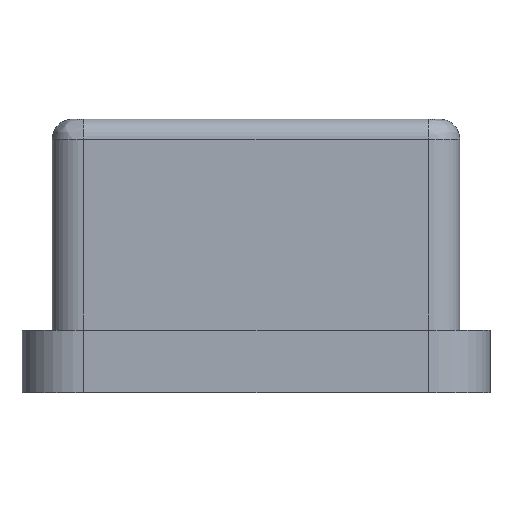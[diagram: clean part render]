
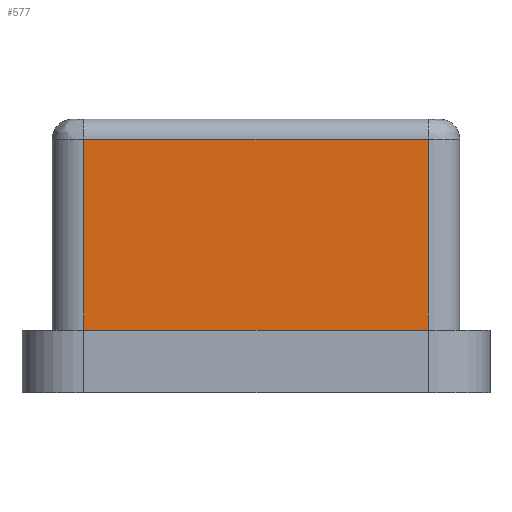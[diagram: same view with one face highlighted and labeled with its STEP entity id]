
A CAD part, front view. The second image highlights one B-rep face of the part: STEP entity #577.
In plain terms, the highlighted planar face has unit normal (0, -1, 0).
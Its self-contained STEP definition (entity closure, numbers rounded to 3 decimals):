
#81=FACE_OUTER_BOUND('',#116,.T.);
#116=EDGE_LOOP('',(#406,#407,#408,#409));
#160=LINE('',#922,#206);
#161=LINE('',#926,#207);
#162=LINE('',#928,#208);
#163=LINE('',#929,#209);
#206=VECTOR('',#732,4.826);
#207=VECTOR('',#737,8.725);
#208=VECTOR('',#738,4.826);
#209=VECTOR('',#739,8.725);
#254=VERTEX_POINT('',#919);
#255=VERTEX_POINT('',#921);
#256=VERTEX_POINT('',#925);
#257=VERTEX_POINT('',#927);
#314=EDGE_CURVE('',#255,#254,#160,.T.);
#316=EDGE_CURVE('',#254,#256,#161,.F.);
#317=EDGE_CURVE('',#257,#256,#162,.T.);
#318=EDGE_CURVE('',#257,#255,#163,.T.);
#406=ORIENTED_EDGE('',*,*,#314,.T.);
#407=ORIENTED_EDGE('',*,*,#316,.T.);
#408=ORIENTED_EDGE('',*,*,#317,.F.);
#409=ORIENTED_EDGE('',*,*,#318,.T.);
#554=PLANE('',#634);
#577=ADVANCED_FACE('',(#81),#554,.T.);
#634=AXIS2_PLACEMENT_3D('',#924,#735,#736);
#732=DIRECTION('',(0.,0.,1.));
#735=DIRECTION('center_axis',(0.,-1.,0.));
#736=DIRECTION('ref_axis',(0.,0.,-1.));
#737=DIRECTION('',(1.,0.,0.));
#738=DIRECTION('',(0.,0.,1.));
#739=DIRECTION('',(1.,0.,0.));
#919=CARTESIAN_POINT('',(4.362,-5.156,-0.508));
#921=CARTESIAN_POINT('',(4.362,-5.156,-5.334));
#922=CARTESIAN_POINT('',(4.362,-5.156,-5.334));
#924=CARTESIAN_POINT('Origin',(-4.362,-5.156,-5.334));
#925=CARTESIAN_POINT('',(-4.362,-5.156,-0.508));
#926=CARTESIAN_POINT('',(-4.362,-5.156,-0.508));
#927=CARTESIAN_POINT('',(-4.362,-5.156,-5.334));
#928=CARTESIAN_POINT('',(-4.362,-5.156,-5.334));
#929=CARTESIAN_POINT('',(-4.362,-5.156,-5.334));
